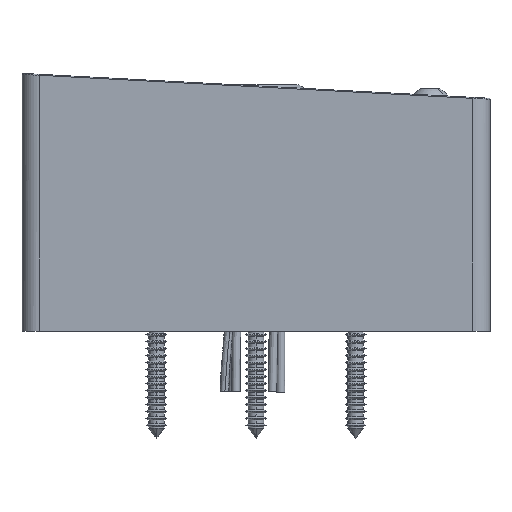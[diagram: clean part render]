
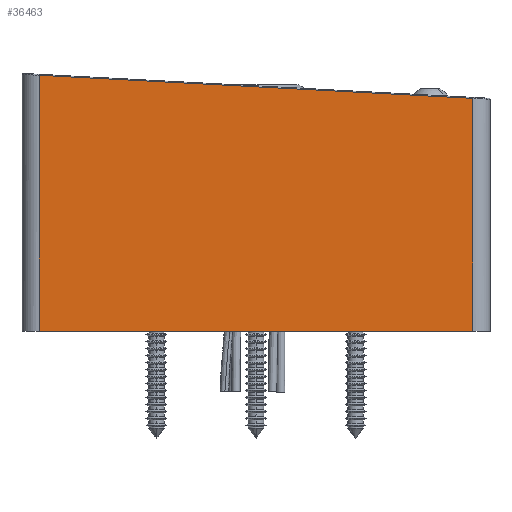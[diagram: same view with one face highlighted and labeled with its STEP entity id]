
A CAD part, left-side view. The second image highlights one B-rep face of the part: STEP entity #36463.
In plain terms, the highlighted planar face has unit normal (-1, 0, 0).
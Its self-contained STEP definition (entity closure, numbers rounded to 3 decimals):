
#2238 = CARTESIAN_POINT ( 'NONE',  ( -19.15, -43.5, 46.786 ) ) ;
#3148 = LINE ( 'NONE', #24689, #28410 ) ;
#8106 = CARTESIAN_POINT ( 'NONE',  ( -19.15, 43.5, 53. ) ) ;
#8601 = ORIENTED_EDGE ( 'NONE', *, *, #42368, .T. ) ;
#8793 = CARTESIAN_POINT ( 'NONE',  ( -19.15, 43.5, 0. ) ) ;
#9882 = AXIS2_PLACEMENT_3D ( 'NONE', #58673, #26161, #19831 ) ;
#10756 = LINE ( 'NONE', #57805, #11040 ) ;
#11040 = VECTOR ( 'NONE', #48549, 1000. ) ;
#12568 = ORIENTED_EDGE ( 'NONE', *, *, #40711, .T. ) ;
#12748 = DIRECTION ( 'NONE',  ( 0., -1., 0. ) ) ;
#16918 = VECTOR ( 'NONE', #66725, 1000. ) ;
#17754 = CARTESIAN_POINT ( 'NONE',  ( -19.15, 43.5, 51.414 ) ) ;
#19831 = DIRECTION ( 'NONE',  ( 0., 1., 0. ) ) ;
#19988 = EDGE_CURVE ( 'NONE', #56719, #67292, #3148, .T. ) ;
#24401 = DIRECTION ( 'NONE',  ( 0., 0., -1. ) ) ;
#24500 = EDGE_CURVE ( 'NONE', #51170, #67292, #62217, .T. ) ;
#24657 = LINE ( 'NONE', #8106, #16918 ) ;
#24689 = CARTESIAN_POINT ( 'NONE',  ( -19.15, 43.5, 0. ) ) ;
#25441 = CARTESIAN_POINT ( 'NONE',  ( -19.15, -43.5, 53. ) ) ;
#26161 = DIRECTION ( 'NONE',  ( 1., 0., 0. ) ) ;
#28410 = VECTOR ( 'NONE', #12748, 1000. ) ;
#31116 = FACE_OUTER_BOUND ( 'NONE', #51706, .T. ) ;
#33760 = VERTEX_POINT ( 'NONE', #17754 ) ;
#36463 = ADVANCED_FACE ( 'NONE', ( #31116 ), #53387, .F. ) ;
#40307 = CARTESIAN_POINT ( 'NONE',  ( -19.15, -43.5, 0. ) ) ;
#40711 = EDGE_CURVE ( 'NONE', #33760, #56719, #24657, .T. ) ;
#42368 = EDGE_CURVE ( 'NONE', #51170, #33760, #10756, .T. ) ;
#48549 = DIRECTION ( 'NONE',  ( 0., 0.999, 0.053 ) ) ;
#51170 = VERTEX_POINT ( 'NONE', #2238 ) ;
#51706 = EDGE_LOOP ( 'NONE', ( #55496, #8601, #12568, #66955 ) ) ;
#53387 = PLANE ( 'NONE',  #9882 ) ;
#55496 = ORIENTED_EDGE ( 'NONE', *, *, #24500, .F. ) ;
#56719 = VERTEX_POINT ( 'NONE', #8793 ) ;
#57805 = CARTESIAN_POINT ( 'NONE',  ( -19.15, 43.511, 51.414 ) ) ;
#58673 = CARTESIAN_POINT ( 'NONE',  ( -19.15, 43.5, 53. ) ) ;
#59834 = VECTOR ( 'NONE', #24401, 1000. ) ;
#62217 = LINE ( 'NONE', #25441, #59834 ) ;
#66725 = DIRECTION ( 'NONE',  ( 0., 0., -1. ) ) ;
#66955 = ORIENTED_EDGE ( 'NONE', *, *, #19988, .T. ) ;
#67292 = VERTEX_POINT ( 'NONE', #40307 ) ;
